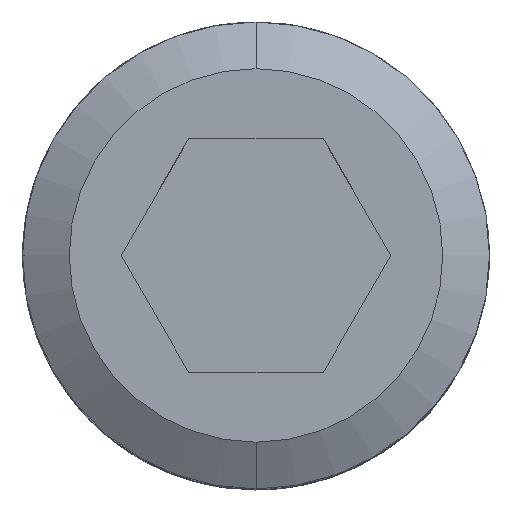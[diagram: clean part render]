
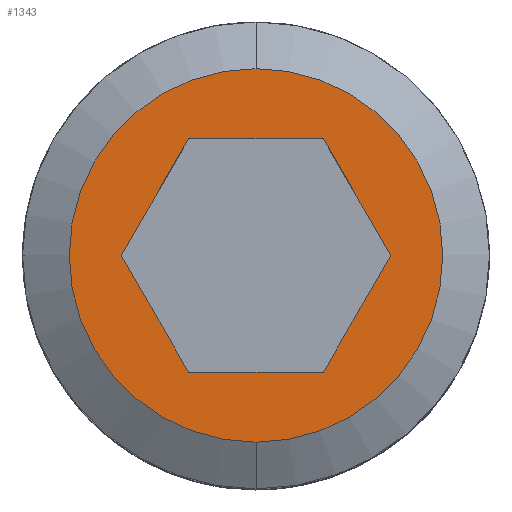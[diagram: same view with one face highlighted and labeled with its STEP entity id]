
A CAD part, top view. The second image highlights one B-rep face of the part: STEP entity #1343.
In plain terms, the highlighted planar face has unit normal (0, 0, 1).
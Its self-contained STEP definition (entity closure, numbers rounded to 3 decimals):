
#39 = CARTESIAN_POINT ( 'NONE',  ( 1.732, 3., 0. ) ) ;
#55 = AXIS2_PLACEMENT_3D ( 'NONE', #2324, #866, #449 ) ;
#97 = EDGE_CURVE ( 'NONE', #1303, #1125, #1040, .T. ) ;
#117 = VECTOR ( 'NONE', #1029, 1000. ) ;
#127 = EDGE_CURVE ( 'NONE', #1125, #1772, #1021, .T. ) ;
#153 = LINE ( 'NONE', #1147, #117 ) ;
#181 = DIRECTION ( 'NONE',  ( -1., 0., 0. ) ) ;
#228 = EDGE_LOOP ( 'NONE', ( #1573, #1572 ) ) ;
#330 = AXIS2_PLACEMENT_3D ( 'NONE', #1757, #1451, #1017 ) ;
#346 = FACE_BOUND ( 'NONE', #1911, .T. ) ;
#354 = FACE_OUTER_BOUND ( 'NONE', #228, .T. ) ;
#387 = ORIENTED_EDGE ( 'NONE', *, *, #1321, .F. ) ;
#390 = LINE ( 'NONE', #39, #422 ) ;
#406 = VERTEX_POINT ( 'NONE', #1309 ) ;
#422 = VECTOR ( 'NONE', #535, 1000. ) ;
#449 = DIRECTION ( 'NONE',  ( 0., 1., 0. ) ) ;
#452 = CIRCLE ( 'NONE', #55, 2.4 ) ;
#535 = DIRECTION ( 'NONE',  ( -0.5, 0.866, 0. ) ) ;
#536 = EDGE_CURVE ( 'NONE', #2134, #2348, #906, .T. ) ;
#558 = CARTESIAN_POINT ( 'NONE',  ( -0.866, 4.5, 0. ) ) ;
#661 = VECTOR ( 'NONE', #181, 1000. ) ;
#691 = LINE ( 'NONE', #1025, #661 ) ;
#725 = LINE ( 'NONE', #997, #763 ) ;
#763 = VECTOR ( 'NONE', #972, 1000. ) ;
#828 = CARTESIAN_POINT ( 'NONE',  ( -0.866, 4.5, 0. ) ) ;
#866 = DIRECTION ( 'NONE',  ( 0., 0., -1. ) ) ;
#884 = CARTESIAN_POINT ( 'NONE',  ( -1.732, 3., 0. ) ) ;
#891 = DIRECTION ( 'NONE',  ( 0.5, -0.866, 0. ) ) ;
#906 = CIRCLE ( 'NONE', #908, 2.4 ) ;
#908 = AXIS2_PLACEMENT_3D ( 'NONE', #1455, #1457, #1465 ) ;
#972 = DIRECTION ( 'NONE',  ( 1., 0., 0. ) ) ;
#997 = CARTESIAN_POINT ( 'NONE',  ( -0.866, 1.5, 0. ) ) ;
#1017 = DIRECTION ( 'NONE',  ( 0., 1., 0. ) ) ;
#1018 = VECTOR ( 'NONE', #891, 1000. ) ;
#1021 = LINE ( 'NONE', #884, #1018 ) ;
#1025 = CARTESIAN_POINT ( 'NONE',  ( 0.866, 4.5, 0. ) ) ;
#1029 = DIRECTION ( 'NONE',  ( 0.5, 0.866, 0. ) ) ;
#1034 = CARTESIAN_POINT ( 'NONE',  ( 0.866, 1.5, 0. ) ) ;
#1040 = LINE ( 'NONE', #828, #1062 ) ;
#1062 = VECTOR ( 'NONE', #1127, 1000. ) ;
#1110 = EDGE_CURVE ( 'NONE', #1772, #2087, #725, .T. ) ;
#1125 = VERTEX_POINT ( 'NONE', #1743 ) ;
#1127 = DIRECTION ( 'NONE',  ( -0.5, -0.866, 0. ) ) ;
#1138 = EDGE_CURVE ( 'NONE', #406, #1303, #691, .T. ) ;
#1147 = CARTESIAN_POINT ( 'NONE',  ( 0.866, 1.5, 0. ) ) ;
#1296 = VERTEX_POINT ( 'NONE', #1783 ) ;
#1303 = VERTEX_POINT ( 'NONE', #558 ) ;
#1309 = CARTESIAN_POINT ( 'NONE',  ( 0.866, 4.5, 0. ) ) ;
#1321 = EDGE_CURVE ( 'NONE', #1296, #406, #390, .T. ) ;
#1334 = EDGE_CURVE ( 'NONE', #2348, #2134, #452, .T. ) ;
#1343 = ADVANCED_FACE ( 'NONE', ( #346, #354 ), #1978, .F. ) ;
#1451 = DIRECTION ( 'NONE',  ( 0., 0., -1. ) ) ;
#1455 = CARTESIAN_POINT ( 'NONE',  ( 0., 3., 0. ) ) ;
#1457 = DIRECTION ( 'NONE',  ( 0., 0., -1. ) ) ;
#1465 = DIRECTION ( 'NONE',  ( 0., 1., 0. ) ) ;
#1529 = CARTESIAN_POINT ( 'NONE',  ( 0., 0.6, 0. ) ) ;
#1572 = ORIENTED_EDGE ( 'NONE', *, *, #536, .F. ) ;
#1573 = ORIENTED_EDGE ( 'NONE', *, *, #1334, .F. ) ;
#1606 = ORIENTED_EDGE ( 'NONE', *, *, #1138, .F. ) ;
#1614 = EDGE_CURVE ( 'NONE', #2087, #1296, #153, .T. ) ;
#1635 = ORIENTED_EDGE ( 'NONE', *, *, #97, .F. ) ;
#1642 = ORIENTED_EDGE ( 'NONE', *, *, #127, .F. ) ;
#1668 = ORIENTED_EDGE ( 'NONE', *, *, #1110, .F. ) ;
#1672 = ORIENTED_EDGE ( 'NONE', *, *, #1614, .F. ) ;
#1743 = CARTESIAN_POINT ( 'NONE',  ( -1.732, 3., 0. ) ) ;
#1757 = CARTESIAN_POINT ( 'NONE',  ( 0., 3., 0. ) ) ;
#1772 = VERTEX_POINT ( 'NONE', #2290 ) ;
#1783 = CARTESIAN_POINT ( 'NONE',  ( 1.732, 3., 0. ) ) ;
#1911 = EDGE_LOOP ( 'NONE', ( #1672, #1668, #1642, #1635, #1606, #387 ) ) ;
#1978 = PLANE ( 'NONE',  #330 ) ;
#2087 = VERTEX_POINT ( 'NONE', #1034 ) ;
#2114 = CARTESIAN_POINT ( 'NONE',  ( 0., 5.4, 0. ) ) ;
#2134 = VERTEX_POINT ( 'NONE', #1529 ) ;
#2290 = CARTESIAN_POINT ( 'NONE',  ( -0.866, 1.5, 0. ) ) ;
#2324 = CARTESIAN_POINT ( 'NONE',  ( 0., 3., 0. ) ) ;
#2348 = VERTEX_POINT ( 'NONE', #2114 ) ;
